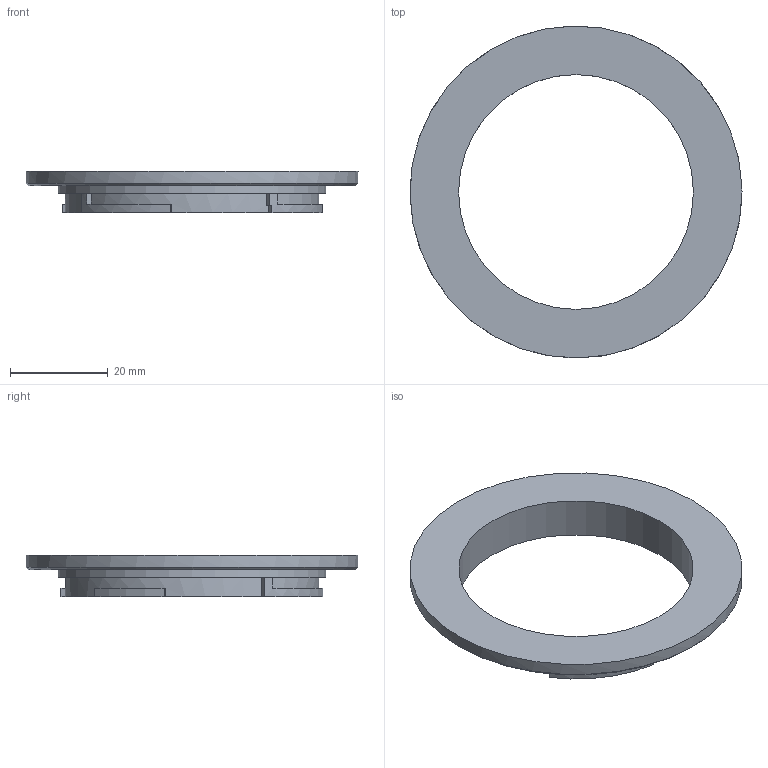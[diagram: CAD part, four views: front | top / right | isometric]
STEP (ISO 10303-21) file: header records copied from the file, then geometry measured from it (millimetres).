
FILE_DESCRIPTION(/* description */ (''),/* implementation_level */ '2;1');
FILE_NAME(/* name */ 'mountLensBase_nikonZ',/* time_stamp */ '2023-12-05T18:48:27-05:00',/* author */ ('George Moua'),/* organization */ ('Archive 663'),/* preprocessor_version */ 'ST-DEVELOPER v16.7',/* originating_system */ 'Solid Edge',/* authorisation */ 'Unknown');
FILE_SCHEMA (('AUTOMOTIVE_DESIGN {1 0 10303 214 3 1 1}'));
Length unit declared in the file: millimetre
Products named in the file (3): mountLensBase; mountLensBase_nikonZ_oa_0; mountLensBase_nikonZ
Assembly tree (2 placements, depth 3):
  mountLensBase
    mountLensBase_nikonZ_oa_0
      mountLensBase_nikonZ
Bounding box: 68 x 68 x 8.5 mm (x, y, z)
Volume: 7609 mm3; surface area: 6629.3 mm2
Topology: 1 solids, 1 shells, 38 faces, 101 edges, 68 vertices
Faces by surface type: plane 27, cylinder 10, cone 1
Full cylindrical faces by diameter (mm): 48.1 x1, 54.8 x1, 68 x1
Entity records: 1225 total; most frequent: DIRECTION 207, CARTESIAN_POINT 207, ORIENTED_EDGE 190, EDGE_CURVE 95, AXIS2_PLACEMENT_3D 73, VERTEX_POINT 65, LINE 61, VECTOR 61
